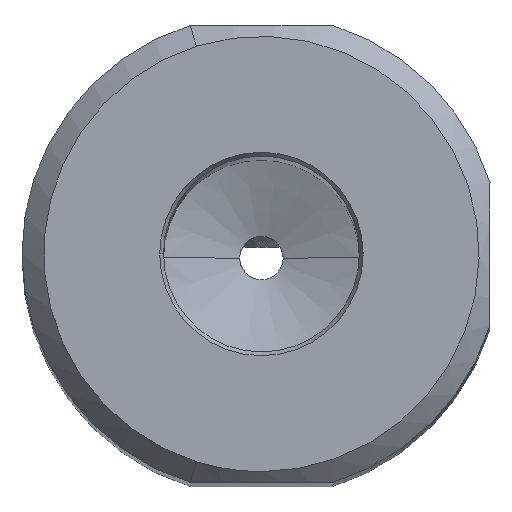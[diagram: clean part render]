
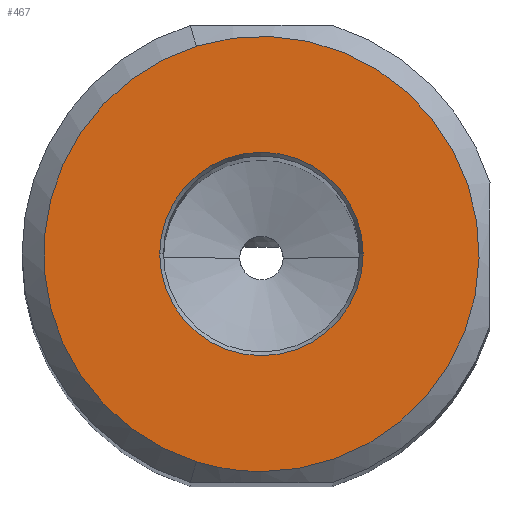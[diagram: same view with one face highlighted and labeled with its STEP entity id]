
A CAD part, top view. The second image highlights one B-rep face of the part: STEP entity #467.
In plain terms, the highlighted planar face has unit normal (0, 0, 1).
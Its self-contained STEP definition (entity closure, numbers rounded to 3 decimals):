
#467=ADVANCED_FACE('',(#587,#588),#548,.T.);
#548=PLANE('',#1750);
#587=FACE_BOUND('',#618,.T.);
#588=FACE_BOUND('',#619,.T.);
#618=EDGE_LOOP('',(#795,#796,#797));
#619=EDGE_LOOP('',(#798,#799));
#795=ORIENTED_EDGE('',*,*,#1346,.F.);
#796=ORIENTED_EDGE('',*,*,#1355,.F.);
#797=ORIENTED_EDGE('',*,*,#1354,.F.);
#798=ORIENTED_EDGE('',*,*,#1356,.F.);
#799=ORIENTED_EDGE('',*,*,#1357,.F.);
#1191=VERTEX_POINT('',#2704);
#1192=VERTEX_POINT('',#2706);
#1198=VERTEX_POINT('',#2733);
#1199=VERTEX_POINT('',#2737);
#1200=VERTEX_POINT('',#2738);
#1346=EDGE_CURVE('',#1191,#1192,#1544,.T.);
#1354=EDGE_CURVE('',#1192,#1198,#1547,.T.);
#1355=EDGE_CURVE('',#1198,#1191,#1548,.T.);
#1356=EDGE_CURVE('',#1199,#1200,#1549,.T.);
#1357=EDGE_CURVE('',#1200,#1199,#1550,.T.);
#1544=CIRCLE('',#1741,10.);
#1547=CIRCLE('',#1745,10.);
#1548=CIRCLE('',#1746,10.);
#1549=CIRCLE('',#1748,4.673);
#1550=CIRCLE('',#1749,4.673);
#1741=AXIS2_PLACEMENT_3D('',#2705,#1989,#1990);
#1745=AXIS2_PLACEMENT_3D('',#2732,#1998,#1999);
#1746=AXIS2_PLACEMENT_3D('',#2734,#2000,#2001);
#1748=AXIS2_PLACEMENT_3D('',#2736,#2004,#2005);
#1749=AXIS2_PLACEMENT_3D('',#2739,#2006,#2007);
#1750=AXIS2_PLACEMENT_3D('',#2740,#2008,#2009);
#1989=DIRECTION('',(0.,0.,-1.));
#1990=DIRECTION('',(-0.298,-0.955,0.));
#1998=DIRECTION('',(0.,0.,-1.));
#1999=DIRECTION('',(-0.298,0.955,0.));
#2000=DIRECTION('',(0.,0.,-1.));
#2001=DIRECTION('',(0.,-1.,0.));
#2004=DIRECTION('',(0.,0.,1.));
#2005=DIRECTION('',(1.,0.,0.));
#2006=DIRECTION('',(0.,0.,1.));
#2007=DIRECTION('',(-1.,0.,0.));
#2008=DIRECTION('',(0.,0.,1.));
#2009=DIRECTION('',(1.,0.,0.));
#2704=CARTESIAN_POINT('',(-2.981,-9.545,0.));
#2705=CARTESIAN_POINT('',(0.,0.,0.));
#2706=CARTESIAN_POINT('',(-2.981,9.545,0.));
#2732=CARTESIAN_POINT('',(0.,0.,0.));
#2733=CARTESIAN_POINT('',(0.,-10.,0.));
#2734=CARTESIAN_POINT('',(0.,0.,0.));
#2736=CARTESIAN_POINT('',(0.,0.,0.));
#2737=CARTESIAN_POINT('',(4.673,0.,0.));
#2738=CARTESIAN_POINT('',(-4.673,0.,0.));
#2739=CARTESIAN_POINT('',(0.,0.,0.));
#2740=CARTESIAN_POINT('',(-0.006,0.005,0.));
